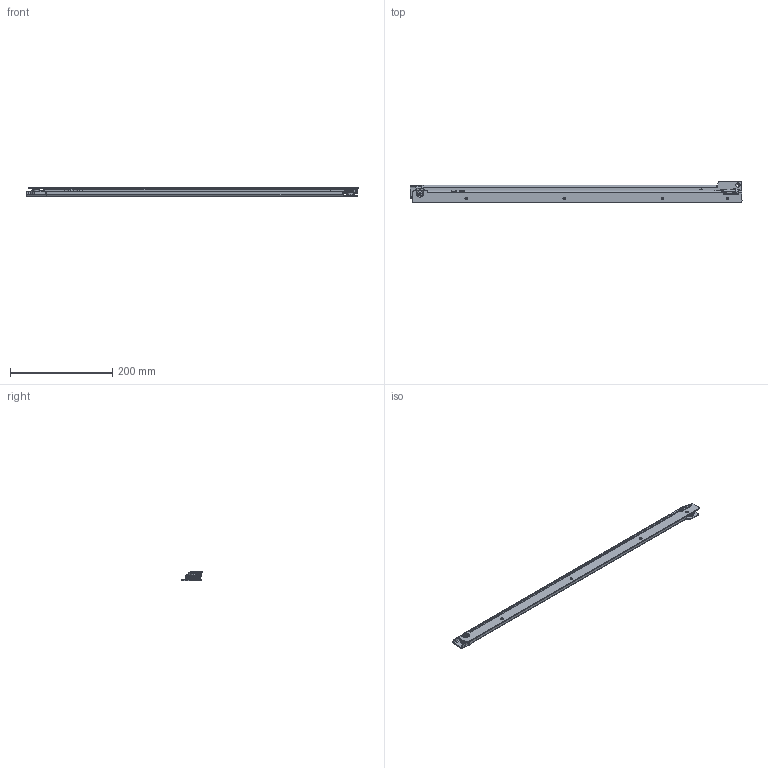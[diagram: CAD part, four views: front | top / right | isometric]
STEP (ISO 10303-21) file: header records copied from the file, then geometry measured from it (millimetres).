
FILE_DESCRIPTION (( 'STEP AP214' ), '1' );
FILE_NAME ('CS# 1052.650-GA.0000.re_closed.STEP', '2023-03-07T11:09:22', ( '' ), ( '' ), 'SwSTEP 2.0', 'SolidWorks 2020', '' );
FILE_SCHEMA (( 'AUTOMOTIVE_DESIGN' ));
Length unit declared in the file: millimetre
Products named in the file (10): CS# 1052.650-GA.0000.re_closed; CS# 1052.XXX-03.0000.re_NL 650; bkr099_Rundkopfvernietet Mat. 2mm; CS# 2052.XXX-01.0000.re_NL 650; KR-099 Softrolle_KR-099 Rundkopfvernietet Mat. 2mm; KR-090 Laufring_KR-090; KR-090 Softrollenring_KR-090; DIN 125 A_M  4    - › 9,0 - ›4,3 - 0,8
Assembly tree (10 placements, depth 4):
  CS# 1052.650-GA.0000.re_closed
    CS# 2052.XXX-01.0000.re_NL 650
      CS# 2052.XXX-01.0000.re_NL 650
      KR-099 Softrolle_KR-099 Rundkopfvernietet Mat. 2mm
        KR-090 Laufring_KR-090
        KR-090 Softrollenring_KR-090
        bkr099_Rundkopfvernietet Mat. 2mm
        DIN 125 A_M  4    - › 9,0 - ›4,3 - 0,8
    CS# 1052.XXX-03.0000.re_NL 650
      CS# 1052.XXX-03.0000.re_NL 650
      KR-099 Softrolle_KR-099 Rundkopfvernietet Mat. 2mm
        KR-090 Laufring_KR-090
        KR-090 Softrollenring_KR-090
        bkr099_Rundkopfvernietet Mat. 2mm
        DIN 125 A_M  4    - › 9,0 - ›4,3 - 0,8
Bounding box: 650 x 42.28 x 18 mm (x, y, z)
Volume: 103988.2 mm3; surface area: 111651.1 mm2
Topology: 10 solids, 10 shells, 662 faces, 1591 edges, 975 vertices
Faces by surface type: cylinder 258, plane 255, cone 54, torus 52, bspline 35, sphere 8
Entity records: 16919 total; most frequent: CARTESIAN_POINT 3953, DIRECTION 2710, ORIENTED_EDGE 2598, EDGE_CURVE 1299, AXIS2_PLACEMENT_3D 1029, VERTEX_POINT 792, VECTOR 652, LINE 652
